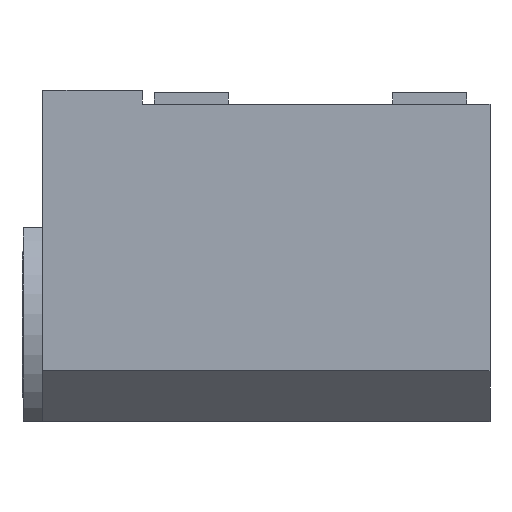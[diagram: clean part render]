
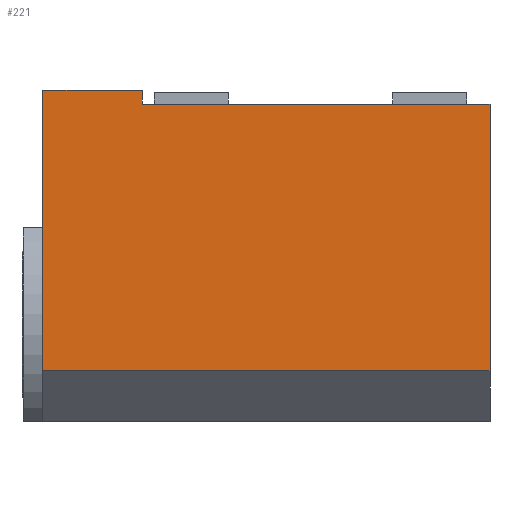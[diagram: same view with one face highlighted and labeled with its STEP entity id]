
A CAD part, front view. The second image highlights one B-rep face of the part: STEP entity #221.
In plain terms, the highlighted planar face has unit normal (0, -1, 0).
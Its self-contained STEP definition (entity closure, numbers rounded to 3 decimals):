
#40=LINE('',#1001,#102);
#42=LINE('',#1005,#104);
#43=LINE('',#1008,#105);
#44=LINE('',#1010,#106);
#45=LINE('',#1011,#107);
#46=LINE('',#1013,#108);
#102=VECTOR('',#757,1.);
#104=VECTOR('',#761,1.);
#105=VECTOR('',#762,1.);
#106=VECTOR('',#763,1.);
#107=VECTOR('',#764,1.);
#108=VECTOR('',#765,1.);
#164=PLANE('',#686);
#191=FACE_OUTER_BOUND('',#285,.T.);
#221=ADVANCED_FACE('',(#191),#164,.F.);
#285=EDGE_LOOP('',(#336,#337,#338,#339,#340,#341));
#336=ORIENTED_EDGE('',*,*,#561,.F.);
#337=ORIENTED_EDGE('',*,*,#562,.F.);
#338=ORIENTED_EDGE('',*,*,#563,.F.);
#339=ORIENTED_EDGE('',*,*,#559,.T.);
#340=ORIENTED_EDGE('',*,*,#564,.T.);
#341=ORIENTED_EDGE('',*,*,#565,.F.);
#501=VERTEX_POINT('',#1000);
#502=VERTEX_POINT('',#1002);
#503=VERTEX_POINT('',#1006);
#504=VERTEX_POINT('',#1007);
#505=VERTEX_POINT('',#1009);
#506=VERTEX_POINT('',#1012);
#559=EDGE_CURVE('',#502,#501,#40,.T.);
#561=EDGE_CURVE('',#503,#504,#42,.T.);
#562=EDGE_CURVE('',#505,#503,#43,.T.);
#563=EDGE_CURVE('',#502,#505,#44,.T.);
#564=EDGE_CURVE('',#501,#506,#45,.T.);
#565=EDGE_CURVE('',#504,#506,#46,.T.);
#686=AXIS2_PLACEMENT_3D('',#1014,#766,#767);
#757=DIRECTION('',(1.,0.,0.));
#761=DIRECTION('',(0.,0.,-1.));
#762=DIRECTION('',(1.,0.,0.));
#763=DIRECTION('',(0.,0.,1.));
#764=DIRECTION('',(0.,0.,1.));
#765=DIRECTION('',(1.,0.,0.));
#766=DIRECTION('',(0.,1.,0.));
#767=DIRECTION('',(0.,0.,1.));
#1000=CARTESIAN_POINT('',(150.,-62.,-115.));
#1001=CARTESIAN_POINT('',(-43.,-62.,-115.));
#1002=CARTESIAN_POINT('',(-43.,-62.,-115.));
#1005=CARTESIAN_POINT('',(0.,-62.,-115.));
#1006=CARTESIAN_POINT('',(0.,-62.,6.));
#1007=CARTESIAN_POINT('',(0.,-62.,0.));
#1008=CARTESIAN_POINT('',(-43.,-62.,6.));
#1009=CARTESIAN_POINT('',(-43.,-62.,6.));
#1010=CARTESIAN_POINT('',(-43.,-62.,-115.));
#1011=CARTESIAN_POINT('',(150.,-62.,-115.));
#1012=CARTESIAN_POINT('',(150.,-62.,0.));
#1013=CARTESIAN_POINT('',(-43.,-62.,0.));
#1014=CARTESIAN_POINT('',(-43.,-62.,-115.));
